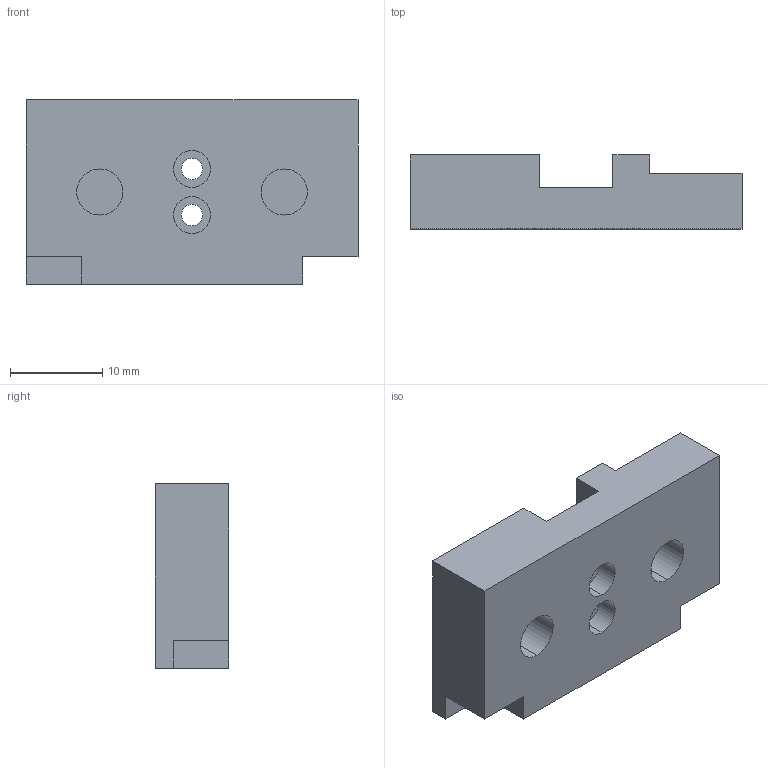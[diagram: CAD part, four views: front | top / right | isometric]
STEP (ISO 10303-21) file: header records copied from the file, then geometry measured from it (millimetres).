
FILE_DESCRIPTION (( 'STEP AP203' ), '1' );
FILE_NAME ('PZM_BASE.STEP', '2022-12-13T13:27:55', ( '' ), ( '' ), 'SwSTEP 2.0', 'SolidWorks 2020', '' );
FILE_SCHEMA (( 'CONFIG_CONTROL_DESIGN' ));
Length unit declared in the file: millimetre
Products named in the file (1): PZM_BASE
Bounding box: 36 x 8 x 20 mm (x, y, z)
Volume: 3899 mm3; surface area: 2705.5 mm2
Topology: 1 solids, 1 shells, 59 faces, 145 edges, 96 vertices
Faces by surface type: plane 35, cylinder 24
Entity records: 1836 total; most frequent: DIRECTION 313, CARTESIAN_POINT 301, ORIENTED_EDGE 290, EDGE_CURVE 145, AXIS2_PLACEMENT_3D 108, VECTOR 97, LINE 97, VERTEX_POINT 96
